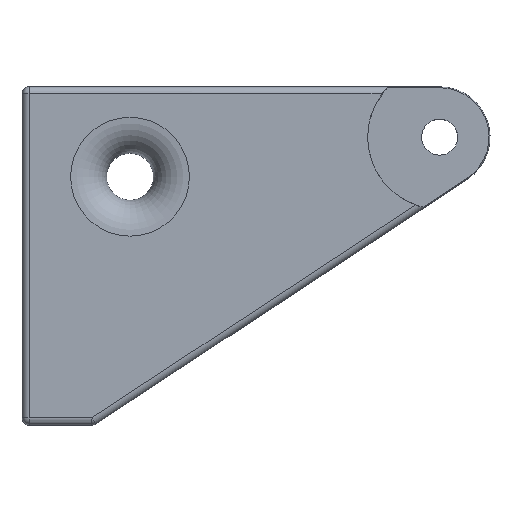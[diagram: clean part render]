
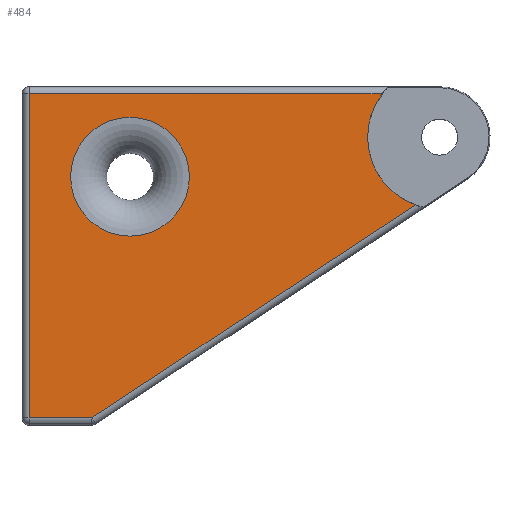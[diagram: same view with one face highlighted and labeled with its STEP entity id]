
A CAD part, top view. The second image highlights one B-rep face of the part: STEP entity #484.
In plain terms, the highlighted planar face has unit normal (0, 0, 1).
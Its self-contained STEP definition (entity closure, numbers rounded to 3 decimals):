
#25=FACE_BOUND('',#137,.T.);
#36=LINE('',#836,#66);
#37=LINE('',#838,#67);
#38=LINE('',#840,#68);
#39=LINE('',#841,#69);
#66=VECTOR('',#629,10.);
#67=VECTOR('',#630,10.);
#68=VECTOR('',#631,10.);
#69=VECTOR('',#632,10.);
#91=PLANE('',#538);
#102=FACE_OUTER_BOUND('',#136,.T.);
#136=EDGE_LOOP('',(#342,#343,#344,#345,#346));
#137=EDGE_LOOP('',(#347));
#176=CIRCLE('',#537,20.);
#177=CIRCLE('',#539,16.5);
#223=VERTEX_POINT('',#813);
#225=VERTEX_POINT('',#824);
#226=VERTEX_POINT('',#835);
#227=VERTEX_POINT('',#837);
#228=VERTEX_POINT('',#839);
#229=VERTEX_POINT('',#842);
#267=EDGE_CURVE('',#223,#225,#176,.T.);
#268=EDGE_CURVE('',#226,#225,#36,.T.);
#269=EDGE_CURVE('',#227,#226,#37,.T.);
#270=EDGE_CURVE('',#228,#227,#38,.T.);
#271=EDGE_CURVE('',#223,#228,#39,.T.);
#272=EDGE_CURVE('',#229,#229,#177,.T.);
#342=ORIENTED_EDGE('',*,*,#267,.T.);
#343=ORIENTED_EDGE('',*,*,#268,.F.);
#344=ORIENTED_EDGE('',*,*,#269,.F.);
#345=ORIENTED_EDGE('',*,*,#270,.F.);
#346=ORIENTED_EDGE('',*,*,#271,.F.);
#347=ORIENTED_EDGE('',*,*,#272,.F.);
#484=ADVANCED_FACE('',(#102,#25),#91,.T.);
#537=AXIS2_PLACEMENT_3D('',#833,#625,#626);
#538=AXIS2_PLACEMENT_3D('',#834,#627,#628);
#539=AXIS2_PLACEMENT_3D('',#843,#633,#634);
#625=DIRECTION('center_axis',(0.,0.,-1.));
#626=DIRECTION('ref_axis',(1.,0.,0.));
#627=DIRECTION('center_axis',(0.,0.,1.));
#628=DIRECTION('ref_axis',(1.,0.,0.));
#629=DIRECTION('',(1.,0.,0.));
#630=DIRECTION('',(0.,1.,0.));
#631=DIRECTION('',(-1.,0.,0.));
#632=DIRECTION('',(-0.835,-0.55,0.));
#633=DIRECTION('center_axis',(0.,0.,1.));
#634=DIRECTION('ref_axis',(1.,0.,0.));
#813=CARTESIAN_POINT('',(109.239,-17.823,20.));
#824=CARTESIAN_POINT('',(100.,13.,20.));
#833=CARTESIAN_POINT('Origin',(116.,1.,20.));
#834=CARTESIAN_POINT('Origin',(65.,-32.,20.));
#835=CARTESIAN_POINT('',(2.,13.,20.));
#836=CARTESIAN_POINT('',(90.5,13.,20.));
#837=CARTESIAN_POINT('',(2.,-77.,20.));
#838=CARTESIAN_POINT('',(2.,-8.5,20.));
#839=CARTESIAN_POINT('',(19.4,-77.,20.));
#840=CARTESIAN_POINT('',(32.5,-77.,20.));
#841=CARTESIAN_POINT('',(45.387,-59.883,20.));
#842=CARTESIAN_POINT('',(46.5,-10.,20.));
#843=CARTESIAN_POINT('Origin',(30.,-10.,20.));
